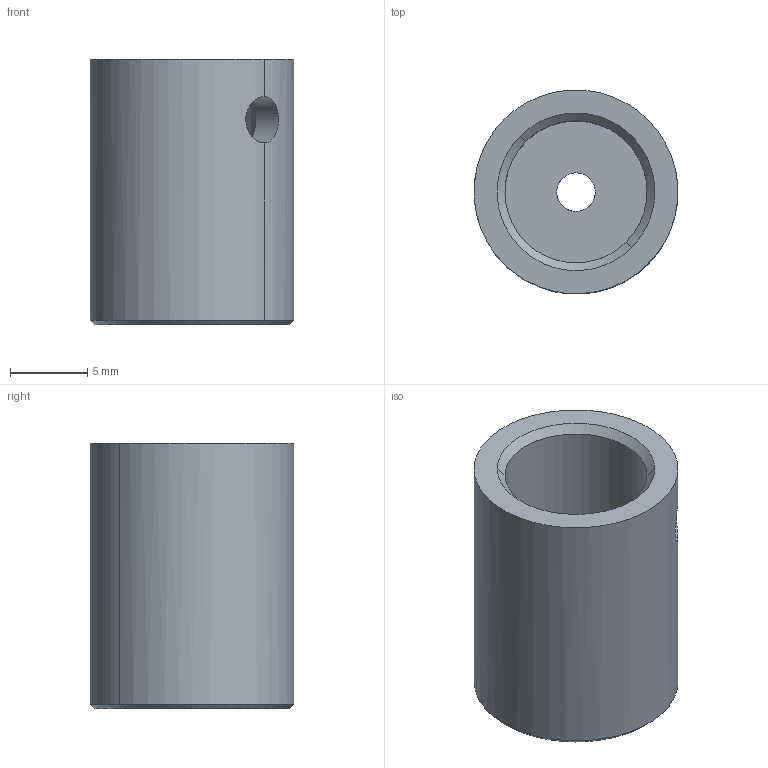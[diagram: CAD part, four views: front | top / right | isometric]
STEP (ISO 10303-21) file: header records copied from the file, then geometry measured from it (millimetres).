
FILE_DESCRIPTION(/* description */ (''),/* implementation_level */ '2;1');
FILE_NAME(/* name */ 'N2',/* time_stamp */ '2022-09-17T11:13:02+02:00',/* author */ (''),/* organization */ (''),/* preprocessor_version */ 'ST-DEVELOPER v16.5',/* originating_system */ 'Rhino 7.21',/* authorisation */ '');
FILE_SCHEMA (('CONFIG_CONTROL_DESIGN'));
Length unit declared in the file: millimetre
Products named in the file (1): Document
Bounding box: 13.2 x 13.17 x 17.2 mm (x, y, z)
Volume: 1418.3 mm3; surface area: 1395.5 mm2
Topology: 1 solids, 1 shells, 29 faces, 72 edges, 44 vertices
Faces by surface type: plane 15, cylinder 10, bspline 4
Entity records: 1039 total; most frequent: CARTESIAN_POINT 480, ORIENTED_EDGE 144, EDGE_CURVE 72, VERTEX_POINT 44, B_SPLINE_CURVE_WITH_KNOTS 35, EDGE_LOOP 32, ADVANCED_FACE 29, FACE_OUTER_BOUND 29
